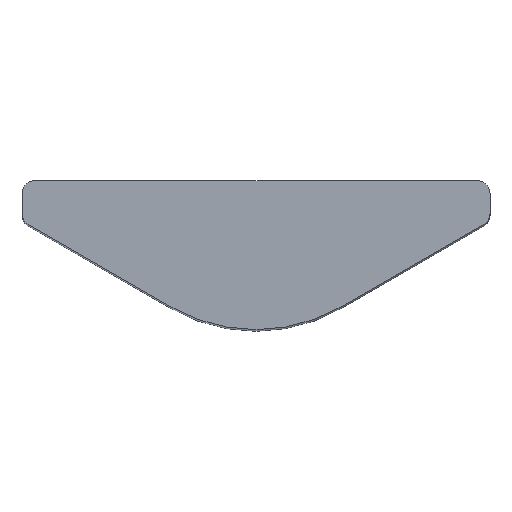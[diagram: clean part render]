
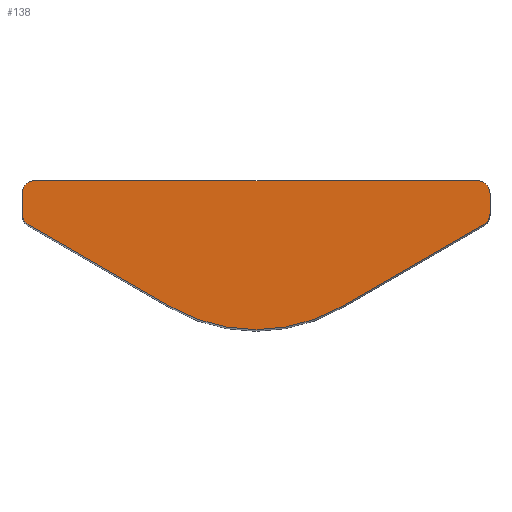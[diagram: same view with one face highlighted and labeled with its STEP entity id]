
A CAD part, top view. The second image highlights one B-rep face of the part: STEP entity #138.
In plain terms, the highlighted planar face has unit normal (0, 0, 1).
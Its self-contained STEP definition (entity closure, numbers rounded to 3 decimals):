
#138=ADVANCED_FACE('',(#226),#228,.F.);
#226=FACE_BOUND('',#227,.T.);
#227=EDGE_LOOP('',(#280,#281,#282,#283,#284,#285,#286,#287,#288,#289));
#228=PLANE('',#229);
#229=AXIS2_PLACEMENT_3D('',#230,#231,#232);
#230=CARTESIAN_POINT('',(47.896,85.712,22.));
#231=DIRECTION('',(0.,0.,-1.));
#232=DIRECTION('',(-1.,0.,0.));
#280=ORIENTED_EDGE('',*,*,#302,.F.);
#281=ORIENTED_EDGE('',*,*,#329,.F.);
#282=ORIENTED_EDGE('',*,*,#326,.F.);
#283=ORIENTED_EDGE('',*,*,#323,.F.);
#284=ORIENTED_EDGE('',*,*,#320,.F.);
#285=ORIENTED_EDGE('',*,*,#317,.F.);
#286=ORIENTED_EDGE('',*,*,#314,.F.);
#287=ORIENTED_EDGE('',*,*,#311,.F.);
#288=ORIENTED_EDGE('',*,*,#308,.F.);
#289=ORIENTED_EDGE('',*,*,#305,.F.);
#302=EDGE_CURVE('',#333,#335,#336,.T.);
#305=EDGE_CURVE('',#335,#340,#341,.T.);
#308=EDGE_CURVE('',#340,#345,#346,.T.);
#311=EDGE_CURVE('',#345,#350,#351,.T.);
#314=EDGE_CURVE('',#350,#355,#356,.T.);
#317=EDGE_CURVE('',#355,#360,#361,.T.);
#320=EDGE_CURVE('',#360,#365,#366,.T.);
#323=EDGE_CURVE('',#365,#370,#371,.T.);
#326=EDGE_CURVE('',#370,#375,#376,.T.);
#329=EDGE_CURVE('',#375,#333,#379,.T.);
#333=VERTEX_POINT('',#385);
#335=VERTEX_POINT('',#389);
#336=LINE('',#390,#391);
#340=VERTEX_POINT('',#401);
#341=CIRCLE('',#402,0.3);
#345=VERTEX_POINT('',#413);
#346=LINE('',#414,#415);
#350=VERTEX_POINT('',#425);
#351=CIRCLE('',#426,0.3);
#355=VERTEX_POINT('',#437);
#356=LINE('',#438,#439);
#360=VERTEX_POINT('',#449);
#361=CIRCLE('',#450,4.);
#365=VERTEX_POINT('',#461);
#366=LINE('',#462,#463);
#370=VERTEX_POINT('',#473);
#371=CIRCLE('',#474,0.3);
#375=VERTEX_POINT('',#485);
#376=LINE('',#486,#487);
#379=CIRCLE('',#496,0.3);
#385=CARTESIAN_POINT('',(37.496,86.012,22.));
#389=CARTESIAN_POINT('',(47.896,86.012,22.));
#390=CARTESIAN_POINT('',(37.496,86.012,22.));
#391=VECTOR('',#392,1.);
#392=DIRECTION('',(1.,0.,0.));
#401=CARTESIAN_POINT('',(48.196,85.712,22.));
#402=AXIS2_PLACEMENT_3D('',#403,#404,#405);
#403=CARTESIAN_POINT('',(47.896,85.712,22.));
#404=DIRECTION('',(0.,0.,-1.));
#405=DIRECTION('',(0.,1.,0.));
#413=CARTESIAN_POINT('',(48.196,85.242,22.));
#414=CARTESIAN_POINT('',(48.196,85.712,22.));
#415=VECTOR('',#416,1.);
#416=DIRECTION('',(0.,-1.,0.));
#425=CARTESIAN_POINT('',(48.046,84.982,22.));
#426=AXIS2_PLACEMENT_3D('',#427,#428,#429);
#427=CARTESIAN_POINT('',(47.896,85.242,22.));
#428=DIRECTION('',(0.,0.,-1.));
#429=DIRECTION('',(1.,0.,0.));
#437=CARTESIAN_POINT('',(44.696,83.048,22.));
#438=CARTESIAN_POINT('',(48.046,84.982,22.));
#439=VECTOR('',#440,1.);
#440=DIRECTION('',(-0.866,-0.5,0.));
#449=CARTESIAN_POINT('',(40.696,83.048,22.));
#450=AXIS2_PLACEMENT_3D('',#451,#452,#453);
#451=CARTESIAN_POINT('',(42.696,86.512,22.));
#452=DIRECTION('',(0.,0.,-1.));
#453=DIRECTION('',(0.5,-0.866,0.));
#461=CARTESIAN_POINT('',(37.346,84.982,22.));
#462=CARTESIAN_POINT('',(40.696,83.048,22.));
#463=VECTOR('',#464,1.);
#464=DIRECTION('',(-0.866,0.5,0.));
#473=CARTESIAN_POINT('',(37.196,85.242,22.));
#474=AXIS2_PLACEMENT_3D('',#475,#476,#477);
#475=CARTESIAN_POINT('',(37.496,85.242,22.));
#476=DIRECTION('',(0.,0.,-1.));
#477=DIRECTION('',(-0.5,-0.866,0.));
#485=CARTESIAN_POINT('',(37.196,85.712,22.));
#486=CARTESIAN_POINT('',(37.196,85.242,22.));
#487=VECTOR('',#488,1.);
#488=DIRECTION('',(0.,1.,0.));
#496=AXIS2_PLACEMENT_3D('',#497,#498,#499);
#497=CARTESIAN_POINT('',(37.496,85.712,22.));
#498=DIRECTION('',(0.,0.,-1.));
#499=DIRECTION('',(-1.,0.,0.));
